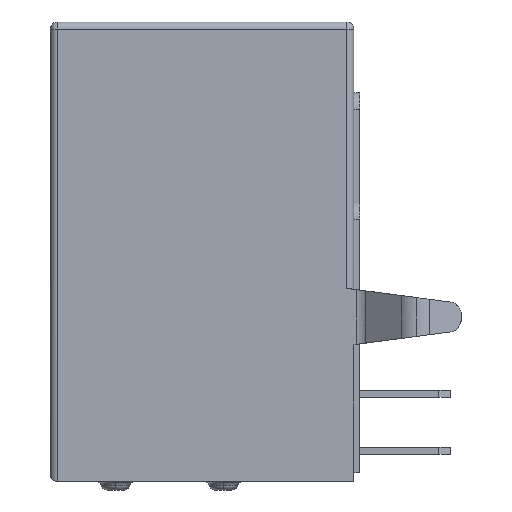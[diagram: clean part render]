
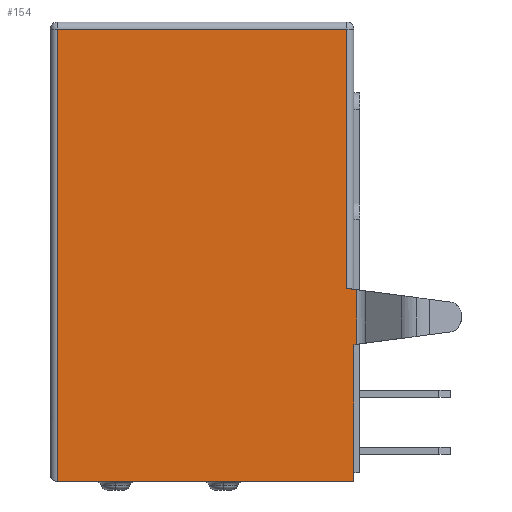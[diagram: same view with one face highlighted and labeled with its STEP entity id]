
A CAD part, left-side view. The second image highlights one B-rep face of the part: STEP entity #154.
In plain terms, the highlighted planar face has unit normal (-1, 0, 0).
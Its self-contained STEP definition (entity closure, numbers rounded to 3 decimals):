
#154 = ADVANCED_FACE ( 'NONE', ( #2967 ), #3228, .T. ) ;
#1059 = EDGE_LOOP ( 'NONE', ( #1422, #1423, #1424, #1425, #1426, #1427, #1428, #1429 ) ) ;
#1116 = EDGE_CURVE ( 'NONE', #1675, #1682, #4665, .T. ) ;
#1196 = EDGE_CURVE ( 'NONE', #1729, #1743, #4807, .T. ) ;
#1197 = EDGE_CURVE ( 'NONE', #1743, #1746, #4809, .T. ) ;
#1198 = EDGE_CURVE ( 'NONE', #1746, #1747, #4811, .T. ) ;
#1199 = EDGE_CURVE ( 'NONE', #1747, #1675, #4813, .T. ) ;
#1200 = EDGE_CURVE ( 'NONE', #1682, #1738, #4815, .T. ) ;
#1201 = EDGE_CURVE ( 'NONE', #1738, #1749, #4817, .T. ) ;
#1202 = EDGE_CURVE ( 'NONE', #1729, #1749, #4819, .T. ) ;
#1422 = ORIENTED_EDGE ( 'NONE', *, *, #1196, .T. ) ;
#1423 = ORIENTED_EDGE ( 'NONE', *, *, #1197, .T. ) ;
#1424 = ORIENTED_EDGE ( 'NONE', *, *, #1198, .T. ) ;
#1425 = ORIENTED_EDGE ( 'NONE', *, *, #1199, .T. ) ;
#1426 = ORIENTED_EDGE ( 'NONE', *, *, #1116, .T. ) ;
#1427 = ORIENTED_EDGE ( 'NONE', *, *, #1200, .T. ) ;
#1428 = ORIENTED_EDGE ( 'NONE', *, *, #1201, .T. ) ;
#1429 = ORIENTED_EDGE ( 'NONE', *, *, #1202, .F. ) ;
#1675 = VERTEX_POINT ( 'NONE', #5561 ) ;
#1682 = VERTEX_POINT ( 'NONE', #5568 ) ;
#1729 = VERTEX_POINT ( 'NONE', #5615 ) ;
#1738 = VERTEX_POINT ( 'NONE', #5624 ) ;
#1743 = VERTEX_POINT ( 'NONE', #5629 ) ;
#1746 = VERTEX_POINT ( 'NONE', #5632 ) ;
#1747 = VERTEX_POINT ( 'NONE', #5633 ) ;
#1749 = VERTEX_POINT ( 'NONE', #5635 ) ;
#2967 = FACE_OUTER_BOUND ( 'NONE', #1059, .T. ) ;
#3049 = AXIS2_PLACEMENT_3D ( 'NONE', #3229, #3234, #3235 ) ;
#3228 = PLANE ( 'NONE',  #3049 ) ;
#3229 = CARTESIAN_POINT ( 'NONE',  ( -6., 0., -16.2 ) ) ;
#3234 = DIRECTION ( 'NONE',  ( -1., 0., 0. ) ) ;
#3235 = DIRECTION ( 'NONE',  ( 0., -1., 0. ) ) ;
#4609 = CARTESIAN_POINT ( 'NONE',  ( -6., 0., -16.2 ) ) ;
#4611 = DIRECTION ( 'NONE',  ( 0., -1., 0. ) ) ;
#4665 = LINE ( 'NONE', #4609, #4667 ) ;
#4667 = VECTOR ( 'NONE', #4611, 1000. ) ;
#4807 = LINE ( 'NONE', #5134, #4810 ) ;
#4809 = LINE ( 'NONE', #5136, #4812 ) ;
#4810 = VECTOR ( 'NONE', #5135, 1000. ) ;
#4811 = LINE ( 'NONE', #5138, #4814 ) ;
#4812 = VECTOR ( 'NONE', #5137, 1000. ) ;
#4813 = LINE ( 'NONE', #5140, #4816 ) ;
#4814 = VECTOR ( 'NONE', #5139, 1000. ) ;
#4815 = LINE ( 'NONE', #5142, #4818 ) ;
#4816 = VECTOR ( 'NONE', #5141, 1000. ) ;
#4817 = LINE ( 'NONE', #5144, #4820 ) ;
#4818 = VECTOR ( 'NONE', #5143, 1000. ) ;
#4819 = LINE ( 'NONE', #5146, #4822 ) ;
#4820 = VECTOR ( 'NONE', #5145, 1000. ) ;
#4822 = VECTOR ( 'NONE', #5148, 1000. ) ;
#5134 = CARTESIAN_POINT ( 'NONE',  ( -6., -0.876, -9.54 ) ) ;
#5135 = DIRECTION ( 'NONE',  ( 0., 0.991, 0.13 ) ) ;
#5136 = CARTESIAN_POINT ( 'NONE',  ( -6., 0.25, -16.2 ) ) ;
#5137 = DIRECTION ( 'NONE',  ( 0., 0., 1. ) ) ;
#5138 = CARTESIAN_POINT ( 'NONE',  ( -6., 10.7, -0.25 ) ) ;
#5139 = DIRECTION ( 'NONE',  ( 0., 1., 0. ) ) ;
#5140 = CARTESIAN_POINT ( 'NONE',  ( -6., 10.45, -16.2 ) ) ;
#5141 = DIRECTION ( 'NONE',  ( 0., 0., -1. ) ) ;
#5142 = CARTESIAN_POINT ( 'NONE',  ( -6., 0., -16.2 ) ) ;
#5143 = DIRECTION ( 'NONE',  ( 0., 0., 1. ) ) ;
#5144 = CARTESIAN_POINT ( 'NONE',  ( -6., 0.624, -11.457 ) ) ;
#5145 = DIRECTION ( 'NONE',  ( 0., -0.991, 0.13 ) ) ;
#5146 = CARTESIAN_POINT ( 'NONE',  ( -6., -0.1, -9.425 ) ) ;
#5148 = DIRECTION ( 'NONE',  ( 0., 0., -1. ) ) ;
#5561 = CARTESIAN_POINT ( 'NONE',  ( -6., 10.45, -16.2 ) ) ;
#5568 = CARTESIAN_POINT ( 'NONE',  ( -6., 0., -16.2 ) ) ;
#5615 = CARTESIAN_POINT ( 'NONE',  ( -6., -0.1, -9.438 ) ) ;
#5624 = CARTESIAN_POINT ( 'NONE',  ( -6., 0., -11.375 ) ) ;
#5629 = CARTESIAN_POINT ( 'NONE',  ( -6., 0.25, -9.392 ) ) ;
#5632 = CARTESIAN_POINT ( 'NONE',  ( -6., 0.25, -0.25 ) ) ;
#5633 = CARTESIAN_POINT ( 'NONE',  ( -6., 10.45, -0.25 ) ) ;
#5635 = CARTESIAN_POINT ( 'NONE',  ( -6., -0.1, -11.362 ) ) ;
